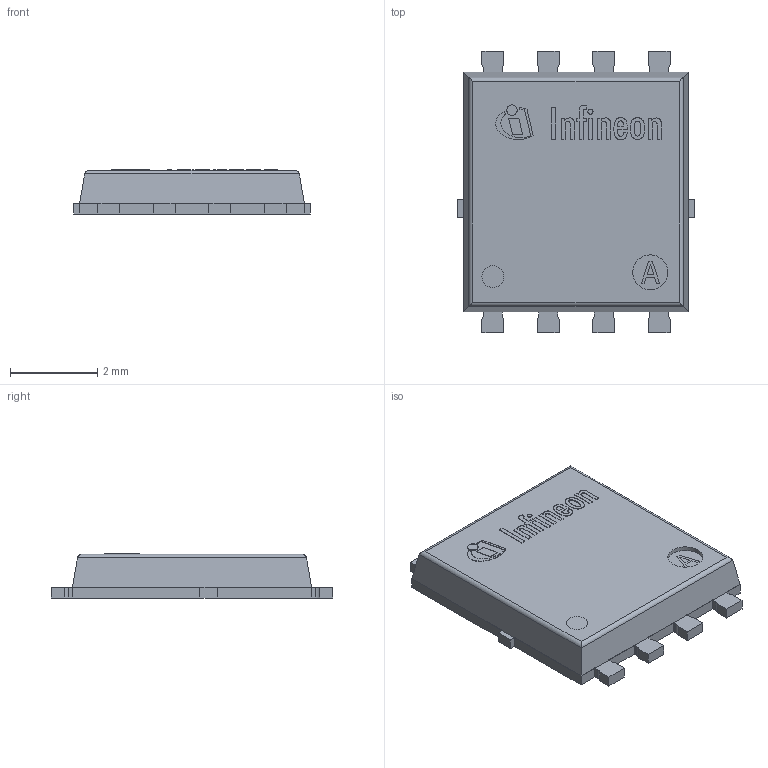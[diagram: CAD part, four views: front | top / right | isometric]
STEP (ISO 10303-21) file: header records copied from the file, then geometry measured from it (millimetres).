
FILE_DESCRIPTION(/* description */ (''),/* implementation_level */ '2;1');
FILE_NAME(/* name */ 'PG-TDSON-8-33.stp',/* time_stamp */ '2016-11-22T13:13:16+08:00',/* author */ ('guptavas'),/* organization */ (''),/* preprocessor_version */ 'ST-DEVELOPER v15.2',/* originating_system */ 'Autodesk Inventor 2014',/* authorisation */ '');
FILE_SCHEMA (('CONFIG_CONTROL_DESIGN'));
Length unit declared in the file: millimetre
Products named in the file (7): PG-TDSON-8-33_Lower Mold; PG-TDSON-8-33_Upper Mold; PG-TDSON-8-33_Exposed Lead 1; PG-TDSON-8-33_Exposed Lead 2; PG-TDSON-8-33_Exposed Lead 3; PG-TDSON-8-33_Infineon LOGO; PG-TDSON-8-33
Assembly tree (6 placements, depth 2):
  PG-TDSON-8-33
    PG-TDSON-8-33_Lower Mold
    PG-TDSON-8-33_Upper Mold
    PG-TDSON-8-33_Exposed Lead 1
    PG-TDSON-8-33_Exposed Lead 2
    PG-TDSON-8-33_Exposed Lead 3
    PG-TDSON-8-33_Infineon LOGO
Bounding box: 5.41 x 6.44 x 1.01 mm (x, y, z)
Volume: 27.6 mm3; surface area: 151.2 mm2
Topology: 24 solids, 24 shells, 462 faces, 1226 edges, 816 vertices
Faces by surface type: plane 279, cylinder 183
Full cylindrical faces by diameter (mm): 0.116 x1, 0.24 x1, 0.5 x1, 0.8 x1
Entity records: 14541 total; most frequent: DIRECTION 2534, CARTESIAN_POINT 2513, ORIENTED_EDGE 2444, EDGE_CURVE 1222, LINE 860, VECTOR 860, AXIS2_PLACEMENT_3D 837, VERTEX_POINT 816
